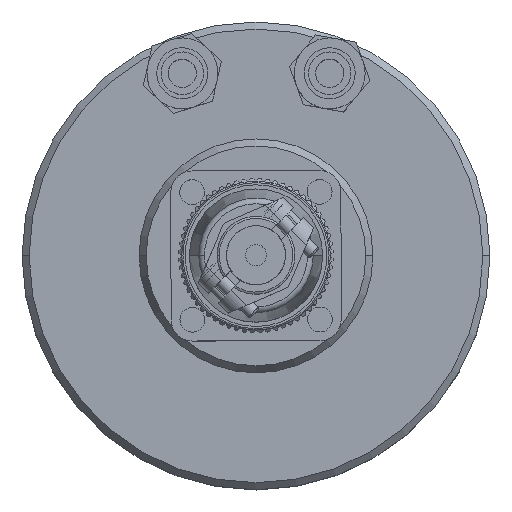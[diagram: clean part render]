
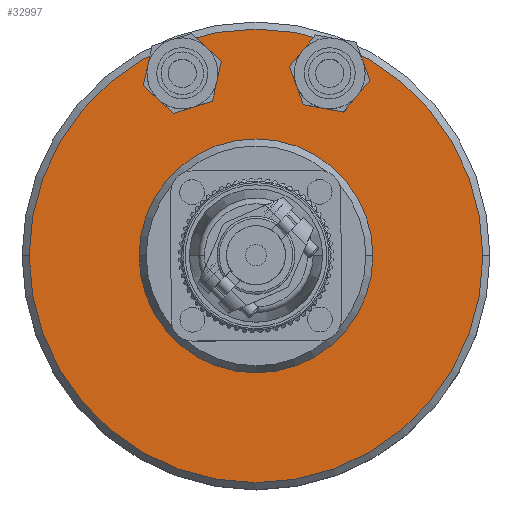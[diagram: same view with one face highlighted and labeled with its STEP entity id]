
A CAD part, top view. The second image highlights one B-rep face of the part: STEP entity #32997.
In plain terms, the highlighted planar face has unit normal (0, 0, 1).
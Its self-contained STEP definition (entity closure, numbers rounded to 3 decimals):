
#116 = EDGE_LOOP ( 'NONE', ( #7104, #35565 ) ) ;
#599 = AXIS2_PLACEMENT_3D ( 'NONE', #11869, #38492, #5688 ) ;
#1006 = EDGE_LOOP ( 'NONE', ( #31069, #28817 ) ) ;
#1570 = DIRECTION ( 'NONE',  ( 1., 0., 0. ) ) ;
#1948 = DIRECTION ( 'NONE',  ( 0., 0., -1. ) ) ;
#3005 = FACE_OUTER_BOUND ( 'NONE', #21978, .T. ) ;
#3384 = DIRECTION ( 'NONE',  ( 1., 0., 0. ) ) ;
#3878 = AXIS2_PLACEMENT_3D ( 'NONE', #36077, #27457, #33318 ) ;
#3906 = DIRECTION ( 'NONE',  ( 1., 0., 0. ) ) ;
#4554 = CIRCLE ( 'NONE', #11112, 3.4 ) ;
#5429 = VERTEX_POINT ( 'NONE', #17009 ) ;
#5451 = EDGE_CURVE ( 'NONE', #8771, #23516, #34523, .T. ) ;
#5688 = DIRECTION ( 'NONE',  ( 1., 0., 0. ) ) ;
#6185 = AXIS2_PLACEMENT_3D ( 'NONE', #16999, #1948, #25458 ) ;
#6228 = CARTESIAN_POINT ( 'NONE',  ( 0., 0., 19.5 ) ) ;
#6338 = DIRECTION ( 'NONE',  ( 0., 0., -1. ) ) ;
#6736 = EDGE_CURVE ( 'NONE', #5429, #38152, #4554, .T. ) ;
#7104 = ORIENTED_EDGE ( 'NONE', *, *, #27451, .F. ) ;
#7184 = AXIS2_PLACEMENT_3D ( 'NONE', #38476, #20615, #20748 ) ;
#7327 = CIRCLE ( 'NONE', #6185, 32. ) ;
#7359 = CARTESIAN_POINT ( 'NONE',  ( -6.995, 25.729, 19.5 ) ) ;
#8160 = VERTEX_POINT ( 'NONE', #26905 ) ;
#8771 = VERTEX_POINT ( 'NONE', #16583 ) ;
#8828 = VERTEX_POINT ( 'NONE', #35300 ) ;
#9128 = DIRECTION ( 'NONE',  ( 0., 0., 1. ) ) ;
#11112 = AXIS2_PLACEMENT_3D ( 'NONE', #16749, #34324, #1570 ) ;
#11869 = CARTESIAN_POINT ( 'NONE',  ( -10.395, 25.729, 19.5 ) ) ;
#12112 = DIRECTION ( 'NONE',  ( -1., 0., 0. ) ) ;
#12708 = CIRCLE ( 'NONE', #34569, 32. ) ;
#12856 = AXIS2_PLACEMENT_3D ( 'NONE', #22065, #33907, #3906 ) ;
#12915 = DIRECTION ( 'NONE',  ( 0., 0., 1. ) ) ;
#13693 = CIRCLE ( 'NONE', #7184, 16.5 ) ;
#14041 = ORIENTED_EDGE ( 'NONE', *, *, #27694, .F. ) ;
#14291 = ORIENTED_EDGE ( 'NONE', *, *, #21537, .F. ) ;
#15285 = CARTESIAN_POINT ( 'NONE',  ( 0., 0., 19.5 ) ) ;
#15346 = AXIS2_PLACEMENT_3D ( 'NONE', #6228, #9128, #3384 ) ;
#15405 = CIRCLE ( 'NONE', #12856, 3.4 ) ;
#15775 = EDGE_LOOP ( 'NONE', ( #14041, #32696 ) ) ;
#16476 = DIRECTION ( 'NONE',  ( 1., 0., 0. ) ) ;
#16583 = CARTESIAN_POINT ( 'NONE',  ( -13.795, 25.729, 19.5 ) ) ;
#16749 = CARTESIAN_POINT ( 'NONE',  ( 10.395, 25.729, 19.5 ) ) ;
#16999 = CARTESIAN_POINT ( 'NONE',  ( 0., 0., 19.5 ) ) ;
#17009 = CARTESIAN_POINT ( 'NONE',  ( 6.995, 25.729, 19.5 ) ) ;
#17634 = CARTESIAN_POINT ( 'NONE',  ( -32., 0., 19.5 ) ) ;
#17695 = CIRCLE ( 'NONE', #15346, 16.5 ) ;
#18183 = EDGE_CURVE ( 'NONE', #38152, #5429, #15405, .T. ) ;
#18197 = AXIS2_PLACEMENT_3D ( 'NONE', #30799, #12915, #16476 ) ;
#19057 = ORIENTED_EDGE ( 'NONE', *, *, #38378, .F. ) ;
#20615 = DIRECTION ( 'NONE',  ( 0., 0., 1. ) ) ;
#20748 = DIRECTION ( 'NONE',  ( 1., 0., 0. ) ) ;
#21527 = VERTEX_POINT ( 'NONE', #30609 ) ;
#21537 = EDGE_CURVE ( 'NONE', #21527, #27710, #7327, .T. ) ;
#21978 = EDGE_LOOP ( 'NONE', ( #19057, #14291 ) ) ;
#22065 = CARTESIAN_POINT ( 'NONE',  ( 10.395, 25.729, 19.5 ) ) ;
#23516 = VERTEX_POINT ( 'NONE', #7359 ) ;
#25458 = DIRECTION ( 'NONE',  ( -1., 0., 0. ) ) ;
#25860 = CIRCLE ( 'NONE', #18197, 3.4 ) ;
#25909 = FACE_BOUND ( 'NONE', #1006, .T. ) ;
#26835 = FACE_BOUND ( 'NONE', #116, .T. ) ;
#26905 = CARTESIAN_POINT ( 'NONE',  ( -16.5, 0., 19.5 ) ) ;
#27215 = PLANE ( 'NONE',  #3878 ) ;
#27451 = EDGE_CURVE ( 'NONE', #23516, #8771, #25860, .T. ) ;
#27457 = DIRECTION ( 'NONE',  ( 0., 0., 1. ) ) ;
#27694 = EDGE_CURVE ( 'NONE', #8160, #8828, #13693, .T. ) ;
#27710 = VERTEX_POINT ( 'NONE', #17634 ) ;
#28817 = ORIENTED_EDGE ( 'NONE', *, *, #6736, .F. ) ;
#30609 = CARTESIAN_POINT ( 'NONE',  ( 32., 0., 19.5 ) ) ;
#30799 = CARTESIAN_POINT ( 'NONE',  ( -10.395, 25.729, 19.5 ) ) ;
#30886 = EDGE_CURVE ( 'NONE', #8828, #8160, #17695, .T. ) ;
#31030 = FACE_BOUND ( 'NONE', #15775, .T. ) ;
#31069 = ORIENTED_EDGE ( 'NONE', *, *, #18183, .F. ) ;
#32696 = ORIENTED_EDGE ( 'NONE', *, *, #30886, .F. ) ;
#32997 = ADVANCED_FACE ( 'NONE', ( #31030, #26835, #25909, #3005 ), #27215, .T. ) ;
#33318 = DIRECTION ( 'NONE',  ( 1., 0., 0. ) ) ;
#33907 = DIRECTION ( 'NONE',  ( 0., 0., 1. ) ) ;
#34324 = DIRECTION ( 'NONE',  ( 0., 0., 1. ) ) ;
#34443 = CARTESIAN_POINT ( 'NONE',  ( 13.795, 25.729, 19.5 ) ) ;
#34523 = CIRCLE ( 'NONE', #599, 3.4 ) ;
#34569 = AXIS2_PLACEMENT_3D ( 'NONE', #15285, #6338, #12112 ) ;
#35300 = CARTESIAN_POINT ( 'NONE',  ( 16.5, 0., 19.5 ) ) ;
#35565 = ORIENTED_EDGE ( 'NONE', *, *, #5451, .F. ) ;
#36077 = CARTESIAN_POINT ( 'NONE',  ( 0., 0., 19.5 ) ) ;
#38152 = VERTEX_POINT ( 'NONE', #34443 ) ;
#38378 = EDGE_CURVE ( 'NONE', #27710, #21527, #12708, .T. ) ;
#38476 = CARTESIAN_POINT ( 'NONE',  ( 0., 0., 19.5 ) ) ;
#38492 = DIRECTION ( 'NONE',  ( 0., 0., 1. ) ) ;
